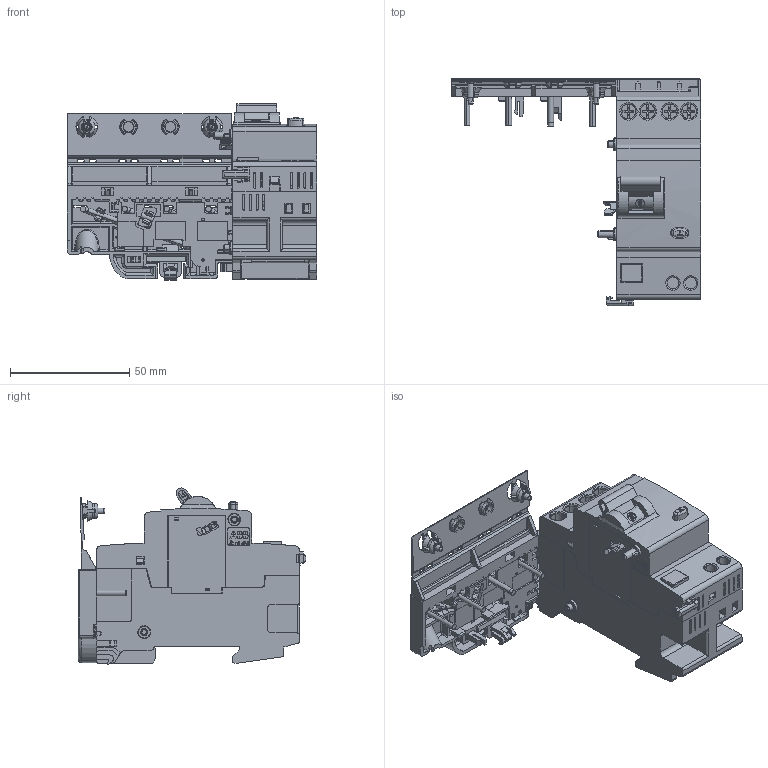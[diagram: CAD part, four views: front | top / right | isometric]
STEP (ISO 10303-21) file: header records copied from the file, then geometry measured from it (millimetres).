
FILE_DESCRIPTION(('CATIA V5 STEP Exchange'),'2;1');
FILE_NAME('04161257----- DDA204 (3D PRODUCT SKIN).stp','2018-06-07T10:31:04+00:00',('none'),('none'),'CATIA Version 5 Release 20 SP 6 (IN-10)','CATIA V5 STEP AP214','none');
FILE_SCHEMA(('AUTOMOTIVE_DESIGN { 1 0 10303 214 1 1 1 1 }'));
Length unit declared in the file: millimetre
Products named in the file (1): 04161257----- DDA204 (3D PRODUCT SKIN)
Bounding box: 104.25 x 95.23 x 73.71 mm (x, y, z)
Volume: 63961.3 mm3; surface area: 96602.2 mm2
Topology: 34 solids, 34 shells, 5637 faces, 16225 edges, 10541 vertices
Faces by surface type: plane 3504, cylinder 1552, torus 215, cone 175, bspline 115, sphere 76
Entity records: 186756 total; most frequent: CARTESIAN_POINT 45578, ORIENTED_EDGE 32276, DIRECTION 23143, EDGE_CURVE 16138, VECTOR 11833, LINE 11833, VERTEX_POINT 10541, AXIS2_PLACEMENT_3D 7149
